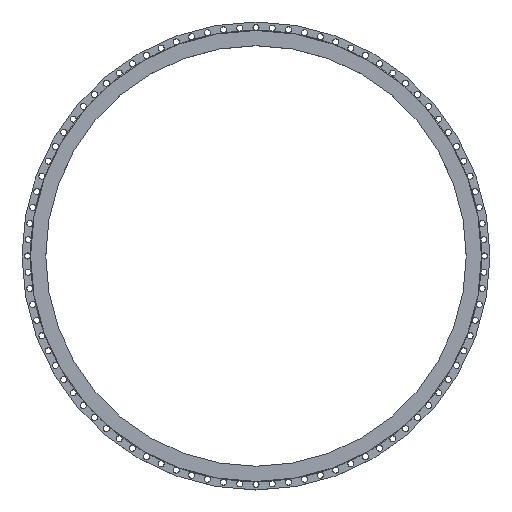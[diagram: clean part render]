
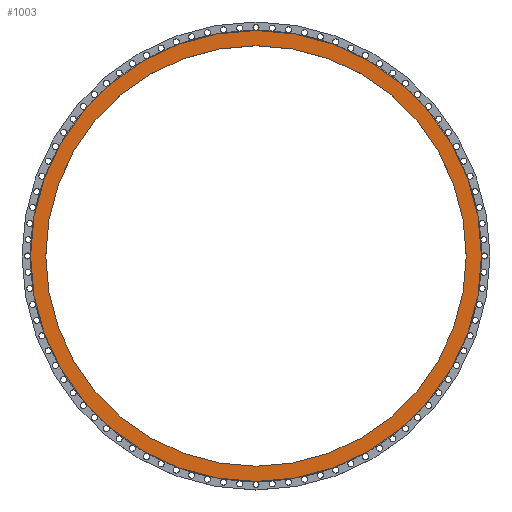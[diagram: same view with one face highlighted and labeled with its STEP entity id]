
A CAD part, top view. The second image highlights one B-rep face of the part: STEP entity #1003.
In plain terms, the highlighted planar face has unit normal (0, 0, 1).
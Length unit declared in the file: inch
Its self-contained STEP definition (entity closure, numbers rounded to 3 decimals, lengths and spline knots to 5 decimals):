
#59 = DIRECTION ( 'NONE',  ( 1., 0., 0. ) ) ;
#420 = EDGE_CURVE ( 'NONE', #1081, #3763, #4370, .T. ) ;
#478 = EDGE_LOOP ( 'NONE', ( #7712, #2806 ) ) ;
#603 = FACE_BOUND ( 'NONE', #478, .T. ) ;
#838 = CIRCLE ( 'NONE', #1926, 47.625 ) ;
#1003 = ADVANCED_FACE ( 'NONE', ( #603, #7089 ), #3048, .F. ) ;
#1081 = VERTEX_POINT ( 'NONE', #3122 ) ;
#1142 = EDGE_CURVE ( 'NONE', #5952, #4345, #838, .T. ) ;
#1147 = EDGE_CURVE ( 'NONE', #3763, #1081, #1792, .T. ) ;
#1328 = DIRECTION ( 'NONE',  ( 0., 0., 1. ) ) ;
#1437 = DIRECTION ( 'NONE',  ( 1., 0., 0. ) ) ;
#1562 = CARTESIAN_POINT ( 'NONE',  ( 0., 0., 0. ) ) ;
#1792 = CIRCLE ( 'NONE', #4532, 51.0625 ) ;
#1836 = DIRECTION ( 'NONE',  ( 1., 0., 0. ) ) ;
#1926 = AXIS2_PLACEMENT_3D ( 'NONE', #3943, #1328, #5904 ) ;
#1956 = CARTESIAN_POINT ( 'NONE',  ( 47.625, 0., 0. ) ) ;
#2184 = AXIS2_PLACEMENT_3D ( 'NONE', #1562, #6055, #1437 ) ;
#2210 = CIRCLE ( 'NONE', #7804, 47.625 ) ;
#2463 = EDGE_LOOP ( 'NONE', ( #6571, #4521 ) ) ;
#2775 = EDGE_CURVE ( 'NONE', #4345, #5952, #2210, .T. ) ;
#2806 = ORIENTED_EDGE ( 'NONE', *, *, #2775, .F. ) ;
#3048 = PLANE ( 'NONE',  #4383 ) ;
#3122 = CARTESIAN_POINT ( 'NONE',  ( 51.0625, 0., 0. ) ) ;
#3212 = DIRECTION ( 'NONE',  ( -1., 0., 0. ) ) ;
#3300 = DIRECTION ( 'NONE',  ( 0., 0., 1. ) ) ;
#3746 = CARTESIAN_POINT ( 'NONE',  ( -47.625, 0., 0. ) ) ;
#3763 = VERTEX_POINT ( 'NONE', #7313 ) ;
#3813 = DIRECTION ( 'NONE',  ( 0., 0., -1. ) ) ;
#3943 = CARTESIAN_POINT ( 'NONE',  ( 0., 0., 0. ) ) ;
#4345 = VERTEX_POINT ( 'NONE', #3746 ) ;
#4370 = CIRCLE ( 'NONE', #2184, 51.0625 ) ;
#4383 = AXIS2_PLACEMENT_3D ( 'NONE', #5692, #3813, #3212 ) ;
#4521 = ORIENTED_EDGE ( 'NONE', *, *, #1147, .T. ) ;
#4532 = AXIS2_PLACEMENT_3D ( 'NONE', #6536, #3300, #59 ) ;
#5057 = DIRECTION ( 'NONE',  ( 0., 0., 1. ) ) ;
#5692 = CARTESIAN_POINT ( 'NONE',  ( 0., 47.625, 0. ) ) ;
#5821 = CARTESIAN_POINT ( 'NONE',  ( 0., 0., 0. ) ) ;
#5904 = DIRECTION ( 'NONE',  ( 1., 0., 0. ) ) ;
#5952 = VERTEX_POINT ( 'NONE', #1956 ) ;
#6055 = DIRECTION ( 'NONE',  ( 0., 0., 1. ) ) ;
#6536 = CARTESIAN_POINT ( 'NONE',  ( 0., 0., 0. ) ) ;
#6571 = ORIENTED_EDGE ( 'NONE', *, *, #420, .T. ) ;
#7089 = FACE_OUTER_BOUND ( 'NONE', #2463, .T. ) ;
#7313 = CARTESIAN_POINT ( 'NONE',  ( -51.0625, 0., 0. ) ) ;
#7712 = ORIENTED_EDGE ( 'NONE', *, *, #1142, .F. ) ;
#7804 = AXIS2_PLACEMENT_3D ( 'NONE', #5821, #5057, #1836 ) ;
